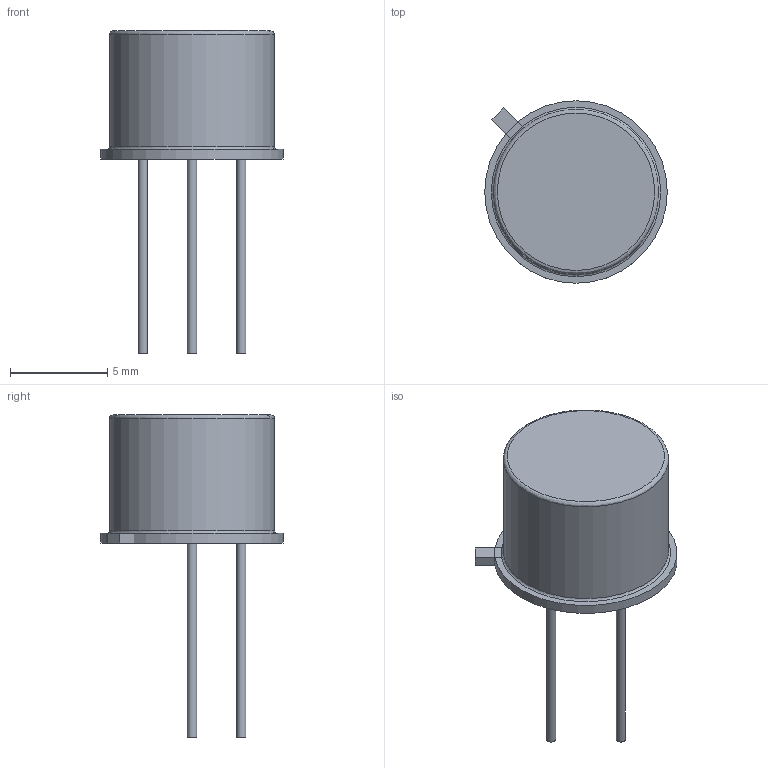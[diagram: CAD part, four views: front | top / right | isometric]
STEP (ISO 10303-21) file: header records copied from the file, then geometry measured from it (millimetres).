
FILE_DESCRIPTION(('FreeCAD Model'),'2;1');
FILE_NAME('TO-5_3Pin.step','2016-11-10T21:05:01',('Author'),(''), 'Open CASCADE STEP processor 6.8','FreeCAD','Unknown');
FILE_SCHEMA(('AUTOMOTIVE_DESIGN_CC2 { 1 2 10303 214 -1 1 5 4 }'));
Length unit declared in the file: millimetre
Products named in the file (6): ASSEMBLY; Pad; Revolution; Pad003; Sketch; Sketch003
Assembly tree (5 placements, depth 2):
  ASSEMBLY
    Pad
    Revolution
    Pad003
    Sketch
    Sketch003
Bounding box: 9.4 x 9.4 x 16.6 mm (x, y, z)
Volume: 388.6 mm3; surface area: 375.5 mm2
Topology: 5 solids, 5 shells, 22 faces, 43 edges, 39 vertices
Faces by surface type: plane 14, cylinder 5, revolution 2, cone 1
Full cylindrical faces by diameter (mm): 0.48 x3, 8.5 x1, 9.4 x1
Entity records: 1187 total; most frequent: CARTESIAN_POINT 215, DIRECTION 178, LINE 80, VECTOR 80, ORIENTED_EDGE 64, PCURVE 64, DEFINITIONAL_REPRESENTATION 64, AXIS2_PLACEMENT_3D 47
